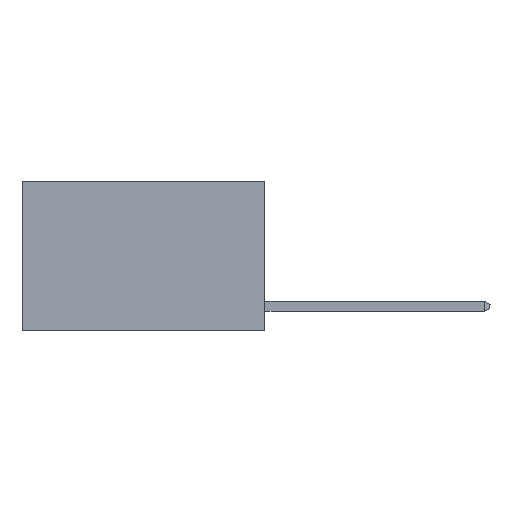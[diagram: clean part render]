
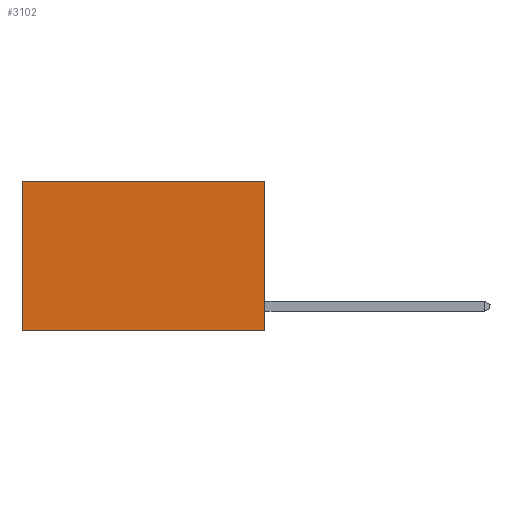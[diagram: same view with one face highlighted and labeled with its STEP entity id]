
A CAD part, left-side view. The second image highlights one B-rep face of the part: STEP entity #3102.
In plain terms, the highlighted planar face has unit normal (-1, 0, 0).
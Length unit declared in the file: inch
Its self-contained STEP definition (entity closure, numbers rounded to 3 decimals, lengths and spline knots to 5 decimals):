
#530 = CARTESIAN_POINT ( 'NONE',  ( 0.2625, 0.6, 0. ) ) ;
#840 = ORIENTED_EDGE ( 'NONE', *, *, #3952, .T. ) ;
#2186 = DIRECTION ( 'NONE',  ( 0., 0., -1. ) ) ;
#2376 = VERTEX_POINT ( 'NONE', #11500 ) ;
#2793 = CARTESIAN_POINT ( 'NONE',  ( 0.2625, 0.6, 0. ) ) ;
#3062 = VECTOR ( 'NONE', #15852, 39.37008 ) ;
#3102 = ADVANCED_FACE ( 'NONE', ( #7060 ), #13201, .F. ) ;
#3286 = VECTOR ( 'NONE', #13366, 39.37008 ) ;
#3305 = EDGE_CURVE ( 'NONE', #18995, #18354, #16034, .T. ) ;
#3572 = DIRECTION ( 'NONE',  ( 0., 0., -1. ) ) ;
#3851 = EDGE_CURVE ( 'NONE', #17404, #2376, #5787, .T. ) ;
#3952 = EDGE_CURVE ( 'NONE', #18995, #17404, #11572, .T. ) ;
#4187 = CARTESIAN_POINT ( 'NONE',  ( 0.2625, 0., -0.37 ) ) ;
#4248 = VECTOR ( 'NONE', #20057, 39.37008 ) ;
#5672 = CARTESIAN_POINT ( 'NONE',  ( 0.2625, 0., 0. ) ) ;
#5787 = LINE ( 'NONE', #530, #13533 ) ;
#7060 = FACE_OUTER_BOUND ( 'NONE', #7184, .T. ) ;
#7184 = EDGE_LOOP ( 'NONE', ( #19234, #8989, #16917, #840 ) ) ;
#8916 = AXIS2_PLACEMENT_3D ( 'NONE', #11581, #16319, #3572 ) ;
#8989 = ORIENTED_EDGE ( 'NONE', *, *, #16780, .F. ) ;
#11500 = CARTESIAN_POINT ( 'NONE',  ( 0.2625, 0.6, -0.37 ) ) ;
#11514 = CARTESIAN_POINT ( 'NONE',  ( 0.2625, 0., 0. ) ) ;
#11572 = LINE ( 'NONE', #11796, #3286 ) ;
#11581 = CARTESIAN_POINT ( 'NONE',  ( 0.2625, 0., 0. ) ) ;
#11796 = CARTESIAN_POINT ( 'NONE',  ( 0.2625, 0., 0. ) ) ;
#13201 = PLANE ( 'NONE',  #8916 ) ;
#13366 = DIRECTION ( 'NONE',  ( 0., 1., 0. ) ) ;
#13533 = VECTOR ( 'NONE', #2186, 39.37008 ) ;
#15852 = DIRECTION ( 'NONE',  ( 0., 0., -1. ) ) ;
#16034 = LINE ( 'NONE', #11514, #3062 ) ;
#16319 = DIRECTION ( 'NONE',  ( 1., 0., 0. ) ) ;
#16679 = LINE ( 'NONE', #18449, #4248 ) ;
#16780 = EDGE_CURVE ( 'NONE', #18354, #2376, #16679, .T. ) ;
#16917 = ORIENTED_EDGE ( 'NONE', *, *, #3305, .F. ) ;
#17404 = VERTEX_POINT ( 'NONE', #2793 ) ;
#18354 = VERTEX_POINT ( 'NONE', #4187 ) ;
#18449 = CARTESIAN_POINT ( 'NONE',  ( 0.2625, 0., -0.37 ) ) ;
#18995 = VERTEX_POINT ( 'NONE', #5672 ) ;
#19234 = ORIENTED_EDGE ( 'NONE', *, *, #3851, .T. ) ;
#20057 = DIRECTION ( 'NONE',  ( 0., 1., 0. ) ) ;
